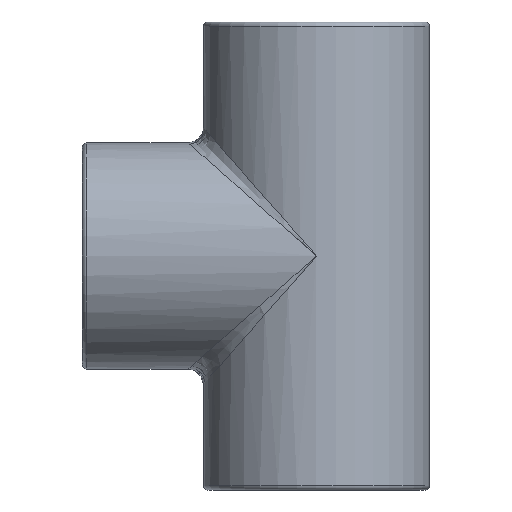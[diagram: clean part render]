
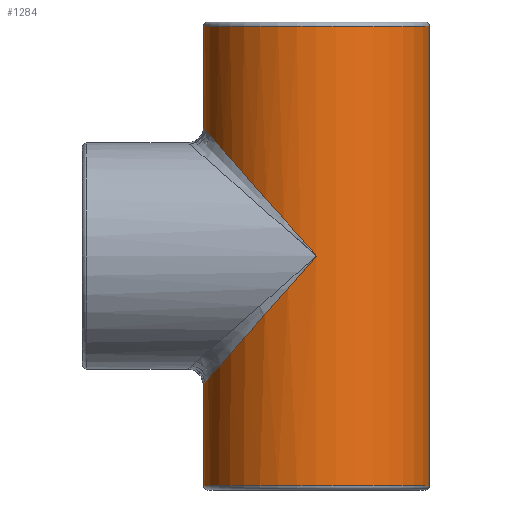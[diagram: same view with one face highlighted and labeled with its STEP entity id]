
A CAD part, left-side view. The second image highlights one B-rep face of the part: STEP entity #1284.
In plain terms, the highlighted cylindrical face has radius 16.586 mm (diameter 33.172 mm), a partial arc.
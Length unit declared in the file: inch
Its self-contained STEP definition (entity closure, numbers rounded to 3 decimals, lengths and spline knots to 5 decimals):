
#1 = ORIENTED_EDGE ( 'NONE', *, *, #1192, .T. ) ;
#5 = LINE ( 'NONE', #947, #1063 ) ;
#21 = ORIENTED_EDGE ( 'NONE', *, *, #956, .F. ) ;
#31 = CARTESIAN_POINT ( 'NONE',  ( -0.653, 0., 0. ) ) ;
#110 = DIRECTION ( 'NONE',  ( 0., 0., 1. ) ) ;
#117 = DIRECTION ( 'NONE',  ( 0., -1., 0. ) ) ;
#143 = CARTESIAN_POINT ( 'NONE',  ( -0.38252, 0.653, 0.74165 ) ) ;
#145 = CARTESIAN_POINT ( 'NONE',  ( 0., 0.653, -1.3272 ) ) ;
#151 = CARTESIAN_POINT ( 'NONE',  ( -0.38252, 0.653, -0.74165 ) ) ;
#195 = VECTOR ( 'NONE', #872, 39.37008 ) ;
#205 = EDGE_CURVE ( 'NONE', #523, #215, #5, .T. ) ;
#214 = CARTESIAN_POINT ( 'NONE',  ( 0., 0., -1.3272 ) ) ;
#215 = VERTEX_POINT ( 'NONE', #413 ) ;
#235 = EDGE_CURVE ( 'NONE', #322, #1165, #1323, .T. ) ;
#245 = DIRECTION ( 'NONE',  ( 0., -1., 0. ) ) ;
#296 = EDGE_LOOP ( 'NONE', ( #554, #342, #981, #846, #21, #1, #1127 ) ) ;
#322 = VERTEX_POINT ( 'NONE', #692 ) ;
#332 = VERTEX_POINT ( 'NONE', #1188 ) ;
#342 = ORIENTED_EDGE ( 'NONE', *, *, #478, .T. ) ;
#350 = LINE ( 'NONE', #1091, #195 ) ;
#356 = CARTESIAN_POINT ( 'NONE',  ( -0.653, 0.38252, -0.43445 ) ) ;
#385 = FACE_OUTER_BOUND ( 'NONE', #296, .T. ) ;
#400 = CARTESIAN_POINT ( 'NONE',  ( 0., 0.653, 0.74165 ) ) ;
#413 = CARTESIAN_POINT ( 'NONE',  ( 0., 0.653, -0.74165 ) ) ;
#423 = AXIS2_PLACEMENT_3D ( 'NONE', #214, #110, #486 ) ;
#441 = DIRECTION ( 'NONE',  ( 0., 0., 1. ) ) ;
#474 = CARTESIAN_POINT ( 'NONE',  ( 0., 0.653, 1.3272 ) ) ;
#478 = EDGE_CURVE ( 'NONE', #523, #1318, #1245, .T. ) ;
#480 = CARTESIAN_POINT ( 'NONE',  ( -0.653, 0.38252, 0.43445 ) ) ;
#486 = DIRECTION ( 'NONE',  ( 0., 1., 0. ) ) ;
#487 = EDGE_CURVE ( 'NONE', #332, #215, #1293, .T. ) ;
#523 = VERTEX_POINT ( 'NONE', #145 ) ;
#554 = ORIENTED_EDGE ( 'NONE', *, *, #205, .F. ) ;
#559 = CARTESIAN_POINT ( 'NONE',  ( 0., -0.653, -1.3272 ) ) ;
#574 = LINE ( 'NONE', #1191, #957 ) ;
#635 =( BOUNDED_CURVE ( )  B_SPLINE_CURVE ( 3, ( #795, #143, #480, #1234 ),
 .UNSPECIFIED., .F., .F. ) 
 B_SPLINE_CURVE_WITH_KNOTS ( ( 4, 4 ),
 ( 0., 1.5708 ),
 .UNSPECIFIED. ) 
 CURVE ( )  GEOMETRIC_REPRESENTATION_ITEM ( )  RATIONAL_B_SPLINE_CURVE ( ( 1., 0.805, 0.805, 1. ) ) 
 REPRESENTATION_ITEM ( '' )  );
#692 = CARTESIAN_POINT ( 'NONE',  ( 0., -0.653, 1.3272 ) ) ;
#712 = CYLINDRICAL_SURFACE ( 'NONE', #1060, 0.653 ) ;
#764 = VERTEX_POINT ( 'NONE', #400 ) ;
#769 = CARTESIAN_POINT ( 'NONE',  ( 0., 0., 1.3272 ) ) ;
#795 = CARTESIAN_POINT ( 'NONE',  ( 0., 0.653, 0.74165 ) ) ;
#846 = ORIENTED_EDGE ( 'NONE', *, *, #235, .T. ) ;
#872 = DIRECTION ( 'NONE',  ( 0., 0., 1. ) ) ;
#947 = CARTESIAN_POINT ( 'NONE',  ( 0., 0.653, 1.352 ) ) ;
#956 = EDGE_CURVE ( 'NONE', #764, #1165, #574, .T. ) ;
#957 = VECTOR ( 'NONE', #441, 39.37008 ) ;
#981 = ORIENTED_EDGE ( 'NONE', *, *, #1265, .T. ) ;
#1009 = AXIS2_PLACEMENT_3D ( 'NONE', #769, #1316, #117 ) ;
#1060 = AXIS2_PLACEMENT_3D ( 'NONE', #1105, #1211, #245 ) ;
#1063 = VECTOR ( 'NONE', #1275, 39.37008 ) ;
#1091 = CARTESIAN_POINT ( 'NONE',  ( 0., -0.653, 1.352 ) ) ;
#1105 = CARTESIAN_POINT ( 'NONE',  ( 0., 0., 1.352 ) ) ;
#1119 = CARTESIAN_POINT ( 'NONE',  ( 0., 0.653, -0.74165 ) ) ;
#1127 = ORIENTED_EDGE ( 'NONE', *, *, #487, .T. ) ;
#1165 = VERTEX_POINT ( 'NONE', #474 ) ;
#1188 = CARTESIAN_POINT ( 'NONE',  ( -0.653, 0., 0. ) ) ;
#1191 = CARTESIAN_POINT ( 'NONE',  ( 0., 0.653, 1.352 ) ) ;
#1192 = EDGE_CURVE ( 'NONE', #764, #332, #635, .T. ) ;
#1211 = DIRECTION ( 'NONE',  ( 0., 0., 1. ) ) ;
#1234 = CARTESIAN_POINT ( 'NONE',  ( -0.653, 0., 0. ) ) ;
#1245 = CIRCLE ( 'NONE', #423, 0.653 ) ;
#1265 = EDGE_CURVE ( 'NONE', #1318, #322, #350, .T. ) ;
#1275 = DIRECTION ( 'NONE',  ( 0., 0., 1. ) ) ;
#1284 = ADVANCED_FACE ( 'NONE', ( #385 ), #712, .T. ) ;
#1293 =( BOUNDED_CURVE ( )  B_SPLINE_CURVE ( 3, ( #31, #356, #151, #1119 ),
 .UNSPECIFIED., .F., .F. ) 
 B_SPLINE_CURVE_WITH_KNOTS ( ( 4, 4 ),
 ( 1.5708, 3.14159 ),
 .UNSPECIFIED. ) 
 CURVE ( )  GEOMETRIC_REPRESENTATION_ITEM ( )  RATIONAL_B_SPLINE_CURVE ( ( 1., 0.805, 0.805, 1. ) ) 
 REPRESENTATION_ITEM ( '' )  );
#1316 = DIRECTION ( 'NONE',  ( 0., 0., -1. ) ) ;
#1318 = VERTEX_POINT ( 'NONE', #559 ) ;
#1323 = CIRCLE ( 'NONE', #1009, 0.653 ) ;
